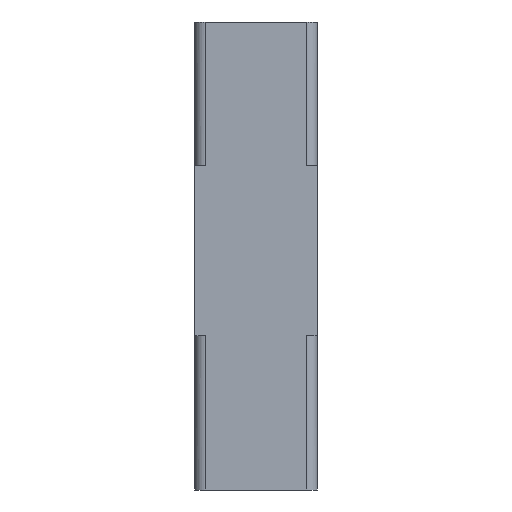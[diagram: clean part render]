
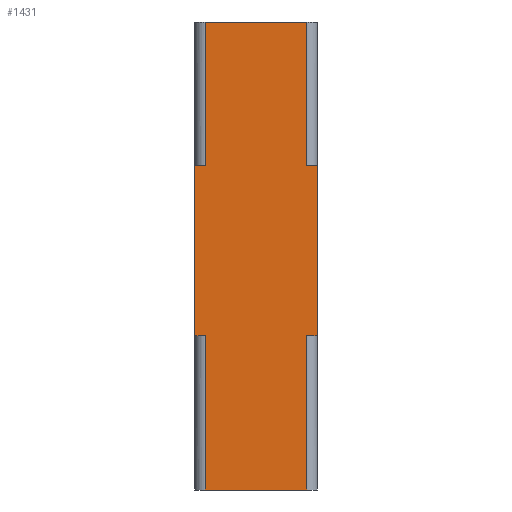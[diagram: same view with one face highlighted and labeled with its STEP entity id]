
A CAD part, front view. The second image highlights one B-rep face of the part: STEP entity #1431.
In plain terms, the highlighted planar face has unit normal (0, -1, 0).
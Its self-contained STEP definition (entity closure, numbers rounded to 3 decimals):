
#51=PLANE('',#1587);
#119=FACE_OUTER_BOUND('',#193,.T.);
#193=EDGE_LOOP('',(#1269,#1270,#1271,#1272,#1273,#1274,#1275,#1276,#1277,
#1278,#1279,#1280));
#226=LINE('',#2104,#370);
#251=LINE('',#2192,#395);
#279=LINE('',#2288,#423);
#280=LINE('',#2293,#424);
#283=LINE('',#2301,#427);
#288=LINE('',#2313,#432);
#290=LINE('',#2316,#434);
#292=LINE('',#2319,#436);
#299=LINE('',#2344,#443);
#302=LINE('',#2350,#446);
#303=LINE('',#2352,#447);
#338=LINE('',#2433,#482);
#370=VECTOR('',#1660,10.);
#395=VECTOR('',#1741,10.);
#423=VECTOR('',#1823,10.);
#424=VECTOR('',#1828,10.);
#427=VECTOR('',#1835,10.);
#432=VECTOR('',#1844,10.);
#434=VECTOR('',#1848,10.);
#436=VECTOR('',#1852,10.);
#443=VECTOR('',#1875,10.);
#446=VECTOR('',#1882,10.);
#447=VECTOR('',#1885,10.);
#482=VECTOR('',#1994,10.);
#593=VERTEX_POINT('',#2101);
#594=VERTEX_POINT('',#2103);
#628=VERTEX_POINT('',#2189);
#629=VERTEX_POINT('',#2191);
#668=VERTEX_POINT('',#2282);
#670=VERTEX_POINT('',#2286);
#671=VERTEX_POINT('',#2290);
#672=VERTEX_POINT('',#2292);
#674=VERTEX_POINT('',#2298);
#675=VERTEX_POINT('',#2300);
#678=VERTEX_POINT('',#2307);
#680=VERTEX_POINT('',#2311);
#736=EDGE_CURVE('',#593,#594,#226,.T.);
#780=EDGE_CURVE('',#628,#629,#251,.T.);
#828=EDGE_CURVE('',#670,#668,#279,.T.);
#830=EDGE_CURVE('',#671,#672,#280,.T.);
#834=EDGE_CURVE('',#674,#675,#283,.T.);
#840=EDGE_CURVE('',#680,#678,#288,.T.);
#842=EDGE_CURVE('',#675,#670,#290,.T.);
#844=EDGE_CURVE('',#672,#680,#292,.T.);
#857=EDGE_CURVE('',#628,#678,#299,.T.);
#861=EDGE_CURVE('',#629,#674,#302,.T.);
#862=EDGE_CURVE('',#668,#593,#303,.T.);
#902=EDGE_CURVE('',#671,#594,#338,.T.);
#1269=ORIENTED_EDGE('',*,*,#902,.T.);
#1270=ORIENTED_EDGE('',*,*,#736,.F.);
#1271=ORIENTED_EDGE('',*,*,#862,.F.);
#1272=ORIENTED_EDGE('',*,*,#828,.F.);
#1273=ORIENTED_EDGE('',*,*,#842,.F.);
#1274=ORIENTED_EDGE('',*,*,#834,.F.);
#1275=ORIENTED_EDGE('',*,*,#861,.F.);
#1276=ORIENTED_EDGE('',*,*,#780,.F.);
#1277=ORIENTED_EDGE('',*,*,#857,.T.);
#1278=ORIENTED_EDGE('',*,*,#840,.F.);
#1279=ORIENTED_EDGE('',*,*,#844,.F.);
#1280=ORIENTED_EDGE('',*,*,#830,.F.);
#1431=ADVANCED_FACE('',(#119),#51,.T.);
#1587=AXIS2_PLACEMENT_3D('',#2434,#1995,#1996);
#1660=DIRECTION('',(-1.,0.,0.));
#1741=DIRECTION('',(1.,0.,0.));
#1823=DIRECTION('',(-1.,0.,0.));
#1828=DIRECTION('',(-1.,0.,0.));
#1835=DIRECTION('',(1.,0.,0.));
#1844=DIRECTION('',(1.,0.,0.));
#1848=DIRECTION('',(0.,0.,-1.));
#1852=DIRECTION('',(0.,0.,1.));
#1875=DIRECTION('',(0.,0.,-1.));
#1882=DIRECTION('',(0.,0.,-1.));
#1885=DIRECTION('',(0.,0.,-1.));
#1994=DIRECTION('',(0.,0.,-1.));
#1995=DIRECTION('center_axis',(0.,-1.,0.));
#1996=DIRECTION('ref_axis',(-1.,0.,0.));
#2101=CARTESIAN_POINT('',(0.95,0.,-8.8));
#2103=CARTESIAN_POINT('',(-0.95,0.,-8.8));
#2104=CARTESIAN_POINT('',(-0.95,0.,-8.8));
#2189=CARTESIAN_POINT('',(-0.95,0.,0.));
#2191=CARTESIAN_POINT('',(0.95,0.,0.));
#2192=CARTESIAN_POINT('',(-0.95,0.,0.));
#2282=CARTESIAN_POINT('',(0.95,0.,-5.9));
#2286=CARTESIAN_POINT('',(1.15,0.,-5.9));
#2288=CARTESIAN_POINT('',(1.15,0.,-5.9));
#2290=CARTESIAN_POINT('',(-0.95,0.,-5.9));
#2292=CARTESIAN_POINT('',(-1.15,0.,-5.9));
#2293=CARTESIAN_POINT('',(1.15,0.,-5.9));
#2298=CARTESIAN_POINT('',(0.95,0.,-2.7));
#2300=CARTESIAN_POINT('',(1.15,0.,-2.7));
#2301=CARTESIAN_POINT('',(-1.15,0.,-2.7));
#2307=CARTESIAN_POINT('',(-0.95,0.,-2.7));
#2311=CARTESIAN_POINT('',(-1.15,0.,-2.7));
#2313=CARTESIAN_POINT('',(-1.15,0.,-2.7));
#2316=CARTESIAN_POINT('',(1.15,0.,-2.7));
#2319=CARTESIAN_POINT('',(-1.15,0.,-5.9));
#2344=CARTESIAN_POINT('',(-0.95,0.,0.));
#2350=CARTESIAN_POINT('',(0.95,0.,0.));
#2352=CARTESIAN_POINT('',(0.95,0.,0.));
#2433=CARTESIAN_POINT('',(-0.95,0.,0.));
#2434=CARTESIAN_POINT('Origin',(0.95,0.,0.));
